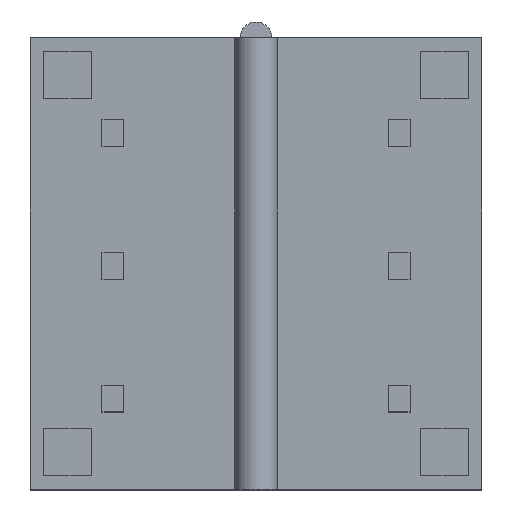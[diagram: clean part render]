
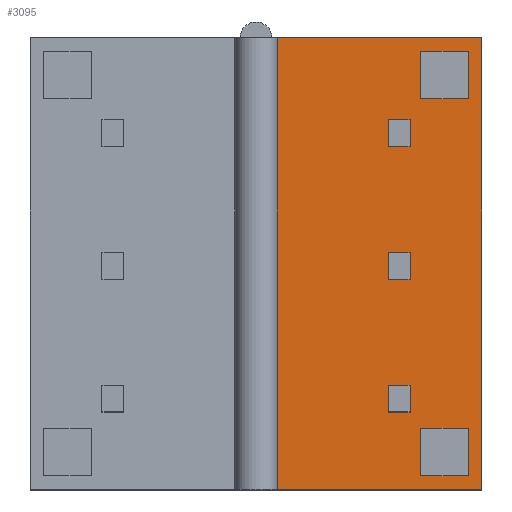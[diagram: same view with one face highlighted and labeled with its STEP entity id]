
A CAD part, top view. The second image highlights one B-rep face of the part: STEP entity #3095.
In plain terms, the highlighted planar face has unit normal (0, 0, 1).
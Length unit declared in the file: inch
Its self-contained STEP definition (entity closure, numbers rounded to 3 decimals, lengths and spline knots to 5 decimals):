
#2713=CARTESIAN_POINT('',(0.16732,-0.16732,0.01969));
#2714=VERTEX_POINT('',#2713);
#2721=CARTESIAN_POINT('',(0.01575,-0.16732,0.01969));
#2722=VERTEX_POINT('',#2721);
#2723=CARTESIAN_POINT('',(0.16732,-0.16732,0.01969));
#2724=DIRECTION('',(-1.0,0.0,0.0));
#2725=VECTOR('',#2724,0.15157);
#2726=LINE('',#2723,#2725);
#2727=EDGE_CURVE('',#2714,#2722,#2726,.T.);
#2781=CARTESIAN_POINT('',(0.16732,0.16732,0.01969));
#2782=VERTEX_POINT('',#2781);
#2789=CARTESIAN_POINT('',(0.16732,0.16732,0.01969));
#2790=DIRECTION('',(0.0,-1.0,0.0));
#2791=VECTOR('',#2790,0.33465);
#2792=LINE('',#2789,#2791);
#2793=EDGE_CURVE('',#2782,#2714,#2792,.T.);
#2821=CARTESIAN_POINT('',(0.01575,0.16732,0.01969));
#2822=VERTEX_POINT('',#2821);
#2830=CARTESIAN_POINT('',(0.01575,0.16732,0.01969));
#2831=DIRECTION('',(1.0,0.0,0.0));
#2832=VECTOR('',#2831,0.15157);
#2833=LINE('',#2830,#2832);
#2834=EDGE_CURVE('',#2822,#2782,#2833,.T.);
#2904=CARTESIAN_POINT('',(0.01575,0.16732,0.01969));
#2905=DIRECTION('',(0.0,-1.0,0.0));
#2906=VECTOR('',#2905,0.33465);
#2907=LINE('',#2904,#2906);
#2908=EDGE_CURVE('',#2822,#2722,#2907,.T.);
#2914=CARTESIAN_POINT('',(0.00817,-0.18406,0.01969));
#2915=DIRECTION('',(0.0,0.0,1.0));
#2916=DIRECTION('',(1.0,0.0,0.0));
#2917=AXIS2_PLACEMENT_3D('',#2914,#2915,#2916);
#2918=PLANE('',#2917);
#2919=ORIENTED_EDGE('',*,*,#2908,.T.);
#2920=ORIENTED_EDGE('',*,*,#2727,.F.);
#2921=ORIENTED_EDGE('',*,*,#2793,.F.);
#2922=ORIENTED_EDGE('',*,*,#2834,.F.);
#2923=EDGE_LOOP('',(#2919,#2920,#2921,#2922));
#2924=FACE_OUTER_BOUND('',#2923,.T.);
#2925=CARTESIAN_POINT('',(0.09843,-0.01181,0.01969));
#2926=VERTEX_POINT('',#2925);
#2927=CARTESIAN_POINT('',(0.09843,0.00787,0.01969));
#2928=VERTEX_POINT('',#2927);
#2929=CARTESIAN_POINT('',(0.09843,-0.01181,0.01969));
#2930=DIRECTION('',(0.0,1.0,0.0));
#2931=VECTOR('',#2930,0.01969);
#2932=LINE('',#2929,#2931);
#2933=EDGE_CURVE('',#2926,#2928,#2932,.T.);
#2934=ORIENTED_EDGE('',*,*,#2933,.T.);
#2935=CARTESIAN_POINT('',(0.11417,0.00787,0.01969));
#2936=VERTEX_POINT('',#2935);
#2937=CARTESIAN_POINT('',(0.09843,0.00787,0.01969));
#2938=DIRECTION('',(1.0,0.0,0.0));
#2939=VECTOR('',#2938,0.01575);
#2940=LINE('',#2937,#2939);
#2941=EDGE_CURVE('',#2928,#2936,#2940,.T.);
#2942=ORIENTED_EDGE('',*,*,#2941,.T.);
#2943=CARTESIAN_POINT('',(0.11417,-0.01181,0.01969));
#2944=VERTEX_POINT('',#2943);
#2945=CARTESIAN_POINT('',(0.11417,0.00787,0.01969));
#2946=DIRECTION('',(0.0,-1.0,0.0));
#2947=VECTOR('',#2946,0.01969);
#2948=LINE('',#2945,#2947);
#2949=EDGE_CURVE('',#2936,#2944,#2948,.T.);
#2950=ORIENTED_EDGE('',*,*,#2949,.T.);
#2951=CARTESIAN_POINT('',(0.11417,-0.01181,0.01969));
#2952=DIRECTION('',(-1.0,0.0,0.0));
#2953=VECTOR('',#2952,0.01575);
#2954=LINE('',#2951,#2953);
#2955=EDGE_CURVE('',#2944,#2926,#2954,.T.);
#2956=ORIENTED_EDGE('',*,*,#2955,.T.);
#2957=EDGE_LOOP('',(#2934,#2942,#2950,#2956));
#2958=FACE_BOUND('',#2957,.T.);
#2959=CARTESIAN_POINT('',(0.09843,0.08661,0.01969));
#2960=VERTEX_POINT('',#2959);
#2961=CARTESIAN_POINT('',(0.09843,0.1063,0.01969));
#2962=VERTEX_POINT('',#2961);
#2963=CARTESIAN_POINT('',(0.09843,0.08661,0.01969));
#2964=DIRECTION('',(0.0,1.0,0.0));
#2965=VECTOR('',#2964,0.01969);
#2966=LINE('',#2963,#2965);
#2967=EDGE_CURVE('',#2960,#2962,#2966,.T.);
#2968=ORIENTED_EDGE('',*,*,#2967,.T.);
#2969=CARTESIAN_POINT('',(0.11417,0.1063,0.01969));
#2970=VERTEX_POINT('',#2969);
#2971=CARTESIAN_POINT('',(0.09843,0.1063,0.01969));
#2972=DIRECTION('',(1.0,0.0,0.0));
#2973=VECTOR('',#2972,0.01575);
#2974=LINE('',#2971,#2973);
#2975=EDGE_CURVE('',#2962,#2970,#2974,.T.);
#2976=ORIENTED_EDGE('',*,*,#2975,.T.);
#2977=CARTESIAN_POINT('',(0.11417,0.08661,0.01969));
#2978=VERTEX_POINT('',#2977);
#2979=CARTESIAN_POINT('',(0.11417,0.1063,0.01969));
#2980=DIRECTION('',(0.0,-1.0,0.0));
#2981=VECTOR('',#2980,0.01969);
#2982=LINE('',#2979,#2981);
#2983=EDGE_CURVE('',#2970,#2978,#2982,.T.);
#2984=ORIENTED_EDGE('',*,*,#2983,.T.);
#2985=CARTESIAN_POINT('',(0.11417,0.08661,0.01969));
#2986=DIRECTION('',(-1.0,0.0,0.0));
#2987=VECTOR('',#2986,0.01575);
#2988=LINE('',#2985,#2987);
#2989=EDGE_CURVE('',#2978,#2960,#2988,.T.);
#2990=ORIENTED_EDGE('',*,*,#2989,.T.);
#2991=EDGE_LOOP('',(#2968,#2976,#2984,#2990));
#2992=FACE_BOUND('',#2991,.T.);
#2993=CARTESIAN_POINT('',(0.11417,-0.09055,0.01969));
#2994=VERTEX_POINT('',#2993);
#2995=CARTESIAN_POINT('',(0.11417,-0.11024,0.01969));
#2996=VERTEX_POINT('',#2995);
#2997=CARTESIAN_POINT('',(0.11417,-0.09055,0.01969));
#2998=DIRECTION('',(0.0,-1.0,0.0));
#2999=VECTOR('',#2998,0.01969);
#3000=LINE('',#2997,#2999);
#3001=EDGE_CURVE('',#2994,#2996,#3000,.T.);
#3002=ORIENTED_EDGE('',*,*,#3001,.T.);
#3003=CARTESIAN_POINT('',(0.09843,-0.11024,0.01969));
#3004=VERTEX_POINT('',#3003);
#3005=CARTESIAN_POINT('',(0.11417,-0.11024,0.01969));
#3006=DIRECTION('',(-1.0,0.0,0.0));
#3007=VECTOR('',#3006,0.01575);
#3008=LINE('',#3005,#3007);
#3009=EDGE_CURVE('',#2996,#3004,#3008,.T.);
#3010=ORIENTED_EDGE('',*,*,#3009,.T.);
#3011=CARTESIAN_POINT('',(0.09843,-0.09055,0.01969));
#3012=VERTEX_POINT('',#3011);
#3013=CARTESIAN_POINT('',(0.09843,-0.11024,0.01969));
#3014=DIRECTION('',(0.0,1.0,0.0));
#3015=VECTOR('',#3014,0.01969);
#3016=LINE('',#3013,#3015);
#3017=EDGE_CURVE('',#3004,#3012,#3016,.T.);
#3018=ORIENTED_EDGE('',*,*,#3017,.T.);
#3019=CARTESIAN_POINT('',(0.09843,-0.09055,0.01969));
#3020=DIRECTION('',(1.0,0.0,0.0));
#3021=VECTOR('',#3020,0.01575);
#3022=LINE('',#3019,#3021);
#3023=EDGE_CURVE('',#3012,#2994,#3022,.T.);
#3024=ORIENTED_EDGE('',*,*,#3023,.T.);
#3025=EDGE_LOOP('',(#3002,#3010,#3018,#3024));
#3026=FACE_BOUND('',#3025,.T.);
#3027=CARTESIAN_POINT('',(0.15748,-0.12205,0.01969));
#3028=VERTEX_POINT('',#3027);
#3029=CARTESIAN_POINT('',(0.15748,-0.15748,0.01969));
#3030=VERTEX_POINT('',#3029);
#3031=CARTESIAN_POINT('',(0.15748,-0.12205,0.01969));
#3032=DIRECTION('',(0.0,-1.0,0.0));
#3033=VECTOR('',#3032,0.03543);
#3034=LINE('',#3031,#3033);
#3035=EDGE_CURVE('',#3028,#3030,#3034,.T.);
#3036=ORIENTED_EDGE('',*,*,#3035,.T.);
#3037=CARTESIAN_POINT('',(0.12205,-0.15748,0.01969));
#3038=VERTEX_POINT('',#3037);
#3039=CARTESIAN_POINT('',(0.15748,-0.15748,0.01969));
#3040=DIRECTION('',(-1.0,0.0,0.0));
#3041=VECTOR('',#3040,0.03543);
#3042=LINE('',#3039,#3041);
#3043=EDGE_CURVE('',#3030,#3038,#3042,.T.);
#3044=ORIENTED_EDGE('',*,*,#3043,.T.);
#3045=CARTESIAN_POINT('',(0.12205,-0.12205,0.01969));
#3046=VERTEX_POINT('',#3045);
#3047=CARTESIAN_POINT('',(0.12205,-0.15748,0.01969));
#3048=DIRECTION('',(0.0,1.0,0.0));
#3049=VECTOR('',#3048,0.03543);
#3050=LINE('',#3047,#3049);
#3051=EDGE_CURVE('',#3038,#3046,#3050,.T.);
#3052=ORIENTED_EDGE('',*,*,#3051,.T.);
#3053=CARTESIAN_POINT('',(0.12205,-0.12205,0.01969));
#3054=DIRECTION('',(1.0,0.0,0.0));
#3055=VECTOR('',#3054,0.03543);
#3056=LINE('',#3053,#3055);
#3057=EDGE_CURVE('',#3046,#3028,#3056,.T.);
#3058=ORIENTED_EDGE('',*,*,#3057,.T.);
#3059=EDGE_LOOP('',(#3036,#3044,#3052,#3058));
#3060=FACE_BOUND('',#3059,.T.);
#3061=CARTESIAN_POINT('',(0.15748,0.15748,0.01969));
#3062=VERTEX_POINT('',#3061);
#3063=CARTESIAN_POINT('',(0.15748,0.12205,0.01969));
#3064=VERTEX_POINT('',#3063);
#3065=CARTESIAN_POINT('',(0.15748,0.15748,0.01969));
#3066=DIRECTION('',(0.0,-1.0,0.0));
#3067=VECTOR('',#3066,0.03543);
#3068=LINE('',#3065,#3067);
#3069=EDGE_CURVE('',#3062,#3064,#3068,.T.);
#3070=ORIENTED_EDGE('',*,*,#3069,.T.);
#3071=CARTESIAN_POINT('',(0.12205,0.12205,0.01969));
#3072=VERTEX_POINT('',#3071);
#3073=CARTESIAN_POINT('',(0.15748,0.12205,0.01969));
#3074=DIRECTION('',(-1.0,0.0,0.0));
#3075=VECTOR('',#3074,0.03543);
#3076=LINE('',#3073,#3075);
#3077=EDGE_CURVE('',#3064,#3072,#3076,.T.);
#3078=ORIENTED_EDGE('',*,*,#3077,.T.);
#3079=CARTESIAN_POINT('',(0.12205,0.15748,0.01969));
#3080=VERTEX_POINT('',#3079);
#3081=CARTESIAN_POINT('',(0.12205,0.12205,0.01969));
#3082=DIRECTION('',(0.0,1.0,0.0));
#3083=VECTOR('',#3082,0.03543);
#3084=LINE('',#3081,#3083);
#3085=EDGE_CURVE('',#3072,#3080,#3084,.T.);
#3086=ORIENTED_EDGE('',*,*,#3085,.T.);
#3087=CARTESIAN_POINT('',(0.12205,0.15748,0.01969));
#3088=DIRECTION('',(1.0,0.0,0.0));
#3089=VECTOR('',#3088,0.03543);
#3090=LINE('',#3087,#3089);
#3091=EDGE_CURVE('',#3080,#3062,#3090,.T.);
#3092=ORIENTED_EDGE('',*,*,#3091,.T.);
#3093=EDGE_LOOP('',(#3070,#3078,#3086,#3092));
#3094=FACE_BOUND('',#3093,.T.);
#3095=ADVANCED_FACE('',(#2924,#2958,#2992,#3026,#3060,#3094),#2918,.T.);
